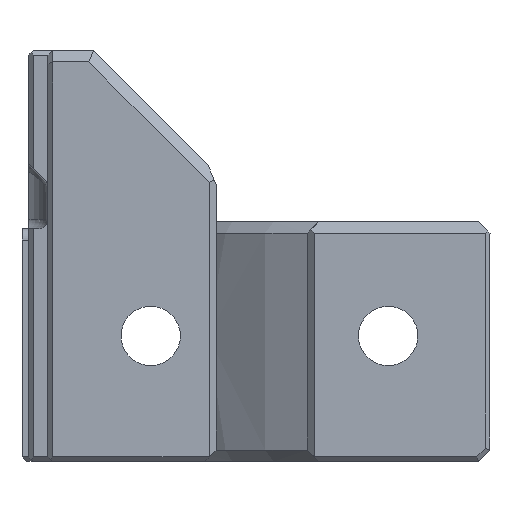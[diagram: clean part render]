
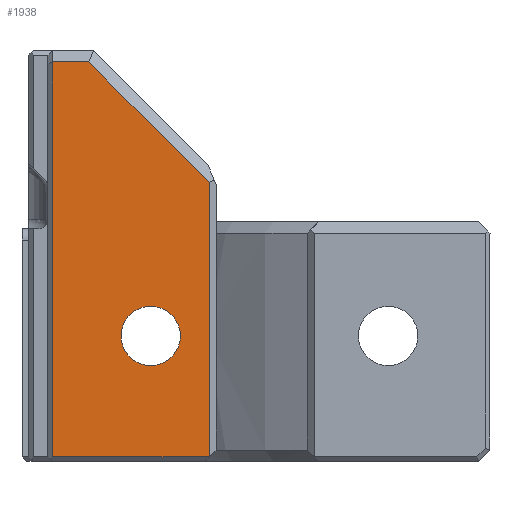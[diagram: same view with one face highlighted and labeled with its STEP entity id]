
A CAD part, left-side view. The second image highlights one B-rep face of the part: STEP entity #1938.
In plain terms, the highlighted planar face has unit normal (-1, 0, 0).
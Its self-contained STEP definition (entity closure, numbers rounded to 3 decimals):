
#67=FACE_BOUND('',#290,.T.);
#74=CIRCLE('',#2071,2.6);
#172=FACE_OUTER_BOUND('',#289,.T.);
#289=EDGE_LOOP('',(#1319,#1320,#1321,#1322,#1323));
#290=EDGE_LOOP('',(#1324));
#436=LINE('',#2806,#635);
#437=LINE('',#2809,#636);
#438=LINE('',#2811,#637);
#439=LINE('',#2813,#638);
#440=LINE('',#2814,#639);
#635=VECTOR('',#2271,10.);
#636=VECTOR('',#2274,10.);
#637=VECTOR('',#2275,10.);
#638=VECTOR('',#2276,10.);
#639=VECTOR('',#2277,10.);
#809=VERTEX_POINT('',#2750);
#828=VERTEX_POINT('',#2804);
#829=VERTEX_POINT('',#2808);
#830=VERTEX_POINT('',#2810);
#831=VERTEX_POINT('',#2812);
#832=VERTEX_POINT('',#2815);
#1013=EDGE_CURVE('',#828,#809,#436,.T.);
#1014=EDGE_CURVE('',#829,#828,#437,.T.);
#1015=EDGE_CURVE('',#830,#829,#438,.T.);
#1016=EDGE_CURVE('',#831,#830,#439,.T.);
#1017=EDGE_CURVE('',#809,#831,#440,.T.);
#1018=EDGE_CURVE('',#832,#832,#74,.T.);
#1319=ORIENTED_EDGE('',*,*,#1013,.F.);
#1320=ORIENTED_EDGE('',*,*,#1014,.F.);
#1321=ORIENTED_EDGE('',*,*,#1015,.F.);
#1322=ORIENTED_EDGE('',*,*,#1016,.F.);
#1323=ORIENTED_EDGE('',*,*,#1017,.F.);
#1324=ORIENTED_EDGE('',*,*,#1018,.T.);
#1865=PLANE('',#2070);
#1938=ADVANCED_FACE('',(#172,#67),#1865,.F.);
#2070=AXIS2_PLACEMENT_3D('',#2807,#2272,#2273);
#2071=AXIS2_PLACEMENT_3D('',#2816,#2278,#2279);
#2271=DIRECTION('',(0.,0.,-1.));
#2272=DIRECTION('center_axis',(1.,0.,0.));
#2273=DIRECTION('ref_axis',(0.,1.,0.));
#2274=DIRECTION('',(0.,-0.707,-0.707));
#2275=DIRECTION('',(0.,-1.,0.));
#2276=DIRECTION('',(0.,0.,1.));
#2277=DIRECTION('',(0.,1.,0.));
#2278=DIRECTION('center_axis',(1.,0.,0.));
#2279=DIRECTION('ref_axis',(0.,1.,0.));
#2750=CARTESIAN_POINT('',(55.161,103.364,373.41));
#2804=CARTESIAN_POINT('',(55.161,103.364,397.469));
#2806=CARTESIAN_POINT('',(55.161,103.364,360.792));
#2807=CARTESIAN_POINT('Origin',(55.161,100.939,348.574));
#2808=CARTESIAN_POINT('',(55.161,113.905,408.01));
#2809=CARTESIAN_POINT('',(55.161,95.951,390.056));
#2810=CARTESIAN_POINT('',(55.161,117.091,408.01));
#2811=CARTESIAN_POINT('',(55.161,108.783,408.01));
#2812=CARTESIAN_POINT('',(55.161,117.091,373.41));
#2813=CARTESIAN_POINT('',(55.161,117.091,361.792));
#2814=CARTESIAN_POINT('',(55.161,100.102,373.41));
#2815=CARTESIAN_POINT('',(55.161,105.891,384.01));
#2816=CARTESIAN_POINT('Origin',(55.161,108.491,384.01));
